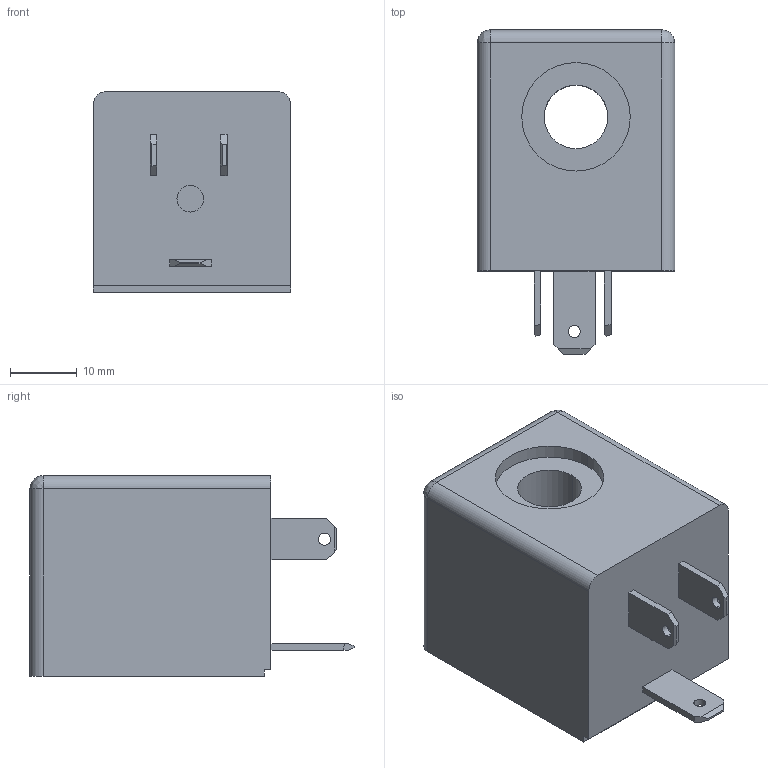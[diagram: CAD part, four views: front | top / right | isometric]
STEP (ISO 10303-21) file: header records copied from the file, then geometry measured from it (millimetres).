
FILE_DESCRIPTION (( 'STEP AP214' ), '1' );
FILE_NAME ('00_260_0.STEP', '2016-09-06T12:10:44', ( '' ), ( '' ), 'SwSTEP 2.0', 'SolidWorks 2016', '' );
FILE_SCHEMA (( 'AUTOMOTIVE_DESIGN' ));
Length unit declared in the file: millimetre
Products named in the file (1): 00_260_0
Bounding box: 29.5 x 48.4 x 30 mm (x, y, z)
Volume: 29405.3 mm3; surface area: 7189.7 mm2
Topology: 1 solids, 1 shells, 59 faces, 149 edges, 96 vertices
Faces by surface type: plane 38, cylinder 19, bspline 2
Entity records: 2087 total; most frequent: CARTESIAN_POINT 333, DIRECTION 301, ORIENTED_EDGE 294, EDGE_CURVE 147, VECTOR 109, LINE 109, VERTEX_POINT 96, AXIS2_PLACEMENT_3D 96
